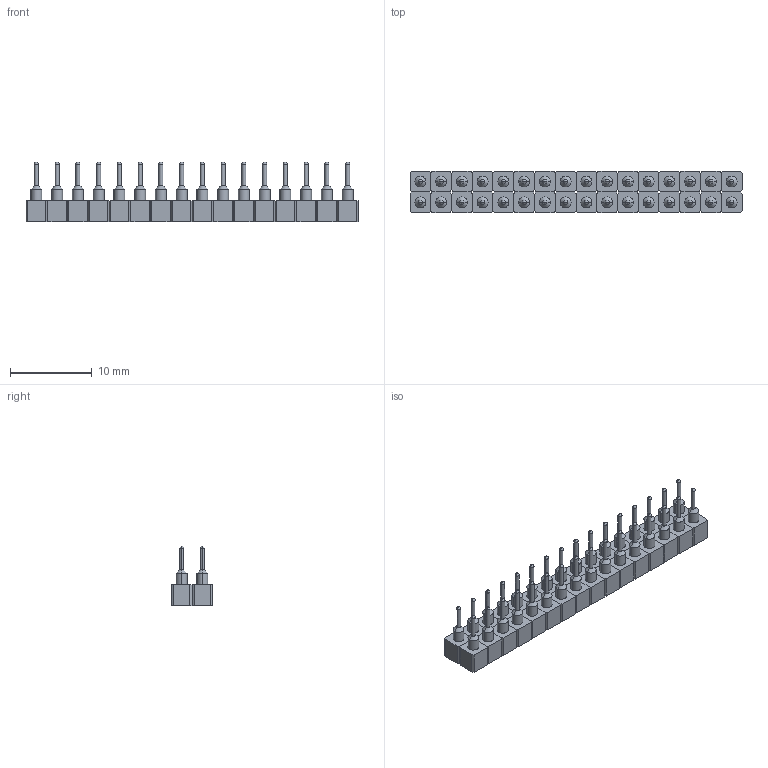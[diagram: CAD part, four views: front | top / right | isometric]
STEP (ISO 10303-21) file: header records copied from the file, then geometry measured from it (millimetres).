
FILE_DESCRIPTION (( 'STEP AP214' ), '1' );
FILE_NAME ('16x2 female.stp', '2023-01-15T23:59:26', ( '' ), ( '' ), 'SwSTEP 2.0', 'SolidWorks 2022', '' );
FILE_SCHEMA (( 'AUTOMOTIVE_DESIGN' ));
Length unit declared in the file: millimetre
Products named in the file (1): 16x2 female
Bounding box: 40.64 x 5.08 x 7.3 mm (x, y, z)
Volume: 603.4 mm3; surface area: 1614.3 mm2
Topology: 32 solids, 32 shells, 768 faces, 1760 edges, 1056 vertices
Faces by surface type: plane 352, cylinder 192, cone 160, sphere 64
Entity records: 29394 total; most frequent: DIRECTION 3746, CARTESIAN_POINT 3457, ORIENTED_EDGE 3328, EDGE_CURVE 1664, AXIS2_PLACEMENT_3D 1313, VECTOR 1120, LINE 1120, VERTEX_POINT 1024
